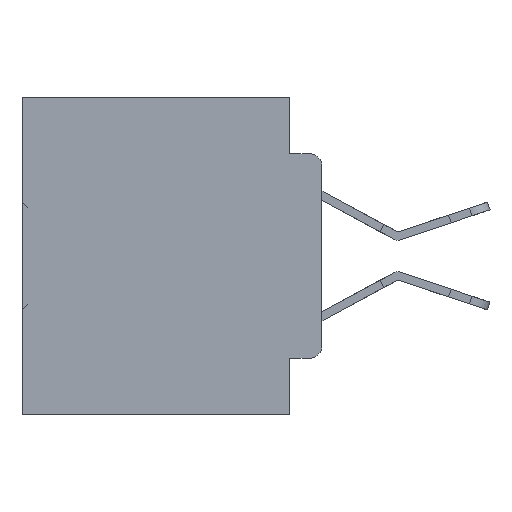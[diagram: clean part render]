
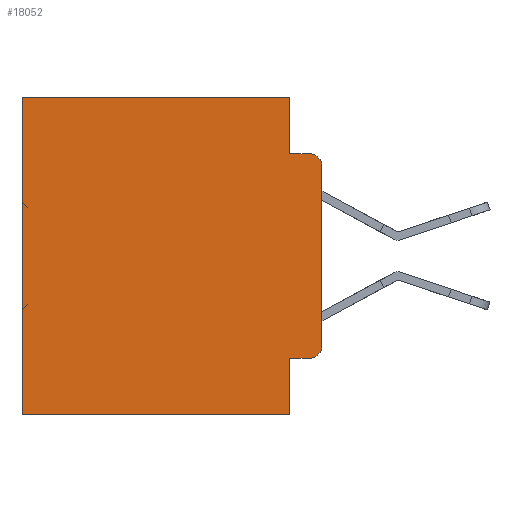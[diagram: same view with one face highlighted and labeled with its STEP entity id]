
A CAD part, left-side view. The second image highlights one B-rep face of the part: STEP entity #18052.
In plain terms, the highlighted planar face has unit normal (-1, 0, 0).
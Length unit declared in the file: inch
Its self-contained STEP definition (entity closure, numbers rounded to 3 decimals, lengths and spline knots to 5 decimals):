
#246 = DIRECTION ( 'NONE',  ( 0., 0., -1. ) ) ;
#285 = CARTESIAN_POINT ( 'NONE',  ( 0.298, 0.051, -0.0885 ) ) ;
#478 = EDGE_CURVE ( 'NONE', #24840, #607, #37788, .T. ) ;
#603 = VECTOR ( 'NONE', #21023, 39.37008 ) ;
#607 = VERTEX_POINT ( 'NONE', #6723 ) ;
#903 = VERTEX_POINT ( 'NONE', #25873 ) ;
#1038 = VERTEX_POINT ( 'NONE', #21202 ) ;
#1227 = VERTEX_POINT ( 'NONE', #2740 ) ;
#2367 = VECTOR ( 'NONE', #6089, 39.37008 ) ;
#2590 = CARTESIAN_POINT ( 'NONE',  ( 0.298, 0.051, 0. ) ) ;
#2740 = CARTESIAN_POINT ( 'NONE',  ( 0.298, 0.051, -0.4115 ) ) ;
#2835 = EDGE_CURVE ( 'NONE', #14431, #19046, #3692, .T. ) ;
#3085 = VERTEX_POINT ( 'NONE', #6294 ) ;
#3692 = LINE ( 'NONE', #29735, #2367 ) ;
#4403 = EDGE_CURVE ( 'NONE', #24840, #3085, #7840, .T. ) ;
#5403 = DIRECTION ( 'NONE',  ( 0., 0., -1. ) ) ;
#5785 = AXIS2_PLACEMENT_3D ( 'NONE', #24206, #8861, #9262 ) ;
#6089 = DIRECTION ( 'NONE',  ( 0., 1., 0. ) ) ;
#6294 = CARTESIAN_POINT ( 'NONE',  ( 0.298, 0., -0.3915 ) ) ;
#6547 = ORIENTED_EDGE ( 'NONE', *, *, #4403, .F. ) ;
#6723 = CARTESIAN_POINT ( 'NONE',  ( 0.298, 0.02, -0.0885 ) ) ;
#7840 = LINE ( 'NONE', #18537, #31515 ) ;
#8306 = EDGE_CURVE ( 'NONE', #28799, #1038, #15114, .T. ) ;
#8861 = DIRECTION ( 'NONE',  ( 1., 0., 0. ) ) ;
#8946 = LINE ( 'NONE', #20715, #22425 ) ;
#9262 = DIRECTION ( 'NONE',  ( 0., 0., -1. ) ) ;
#9334 = CARTESIAN_POINT ( 'NONE',  ( 0.298, 0.02, -0.3915 ) ) ;
#9442 = ORIENTED_EDGE ( 'NONE', *, *, #25752, .F. ) ;
#9644 = VECTOR ( 'NONE', #11700, 39.37008 ) ;
#9994 = ORIENTED_EDGE ( 'NONE', *, *, #8306, .T. ) ;
#11036 = LINE ( 'NONE', #17870, #12880 ) ;
#11573 = CARTESIAN_POINT ( 'NONE',  ( 0.298, 0.473, 0. ) ) ;
#11700 = DIRECTION ( 'NONE',  ( 0., 0., -1. ) ) ;
#11892 = CARTESIAN_POINT ( 'NONE',  ( 0.298, 0.051, 0. ) ) ;
#12081 = DIRECTION ( 'NONE',  ( 0., 0., -1. ) ) ;
#12194 = CARTESIAN_POINT ( 'NONE',  ( 0.298, 0.02, -0.1085 ) ) ;
#12486 = EDGE_CURVE ( 'NONE', #1038, #19046, #30543, .T. ) ;
#12559 = CARTESIAN_POINT ( 'NONE',  ( 0.298, 0.051, -0.5 ) ) ;
#12880 = VECTOR ( 'NONE', #17740, 39.37008 ) ;
#12928 = CARTESIAN_POINT ( 'NONE',  ( 0.298, 0.473, -0.5 ) ) ;
#13019 = VECTOR ( 'NONE', #5403, 39.37008 ) ;
#13084 = CARTESIAN_POINT ( 'NONE',  ( 0.298, 0., 0. ) ) ;
#13463 = ORIENTED_EDGE ( 'NONE', *, *, #37292, .F. ) ;
#13943 = LINE ( 'NONE', #2590, #13019 ) ;
#14431 = VERTEX_POINT ( 'NONE', #12559 ) ;
#15114 = LINE ( 'NONE', #13084, #34619 ) ;
#15281 = DIRECTION ( 'NONE',  ( 0., 0., -1. ) ) ;
#16227 = EDGE_CURVE ( 'NONE', #28799, #28666, #8946, .T. ) ;
#16881 = ORIENTED_EDGE ( 'NONE', *, *, #18722, .T. ) ;
#17073 = ORIENTED_EDGE ( 'NONE', *, *, #12486, .T. ) ;
#17312 = ORIENTED_EDGE ( 'NONE', *, *, #478, .T. ) ;
#17619 = FACE_OUTER_BOUND ( 'NONE', #30742, .T. ) ;
#17740 = DIRECTION ( 'NONE',  ( 0., -1., 0. ) ) ;
#17870 = CARTESIAN_POINT ( 'NONE',  ( 0.298, 0.051, -0.4115 ) ) ;
#18052 = ADVANCED_FACE ( 'NONE', ( #17619 ), #20809, .F. ) ;
#18537 = CARTESIAN_POINT ( 'NONE',  ( 0.298, 0., 0. ) ) ;
#18722 = EDGE_CURVE ( 'NONE', #903, #3085, #33382, .T. ) ;
#19046 = VERTEX_POINT ( 'NONE', #12928 ) ;
#20189 = CARTESIAN_POINT ( 'NONE',  ( 0.298, 0.051, -0.0885 ) ) ;
#20715 = CARTESIAN_POINT ( 'NONE',  ( 0.298, 0.051, 0. ) ) ;
#20809 = PLANE ( 'NONE',  #5785 ) ;
#21023 = DIRECTION ( 'NONE',  ( 0., -1., 0. ) ) ;
#21202 = CARTESIAN_POINT ( 'NONE',  ( 0.298, 0.473, 0. ) ) ;
#21959 = LINE ( 'NONE', #285, #603 ) ;
#22425 = VECTOR ( 'NONE', #246, 39.37008 ) ;
#23622 = ORIENTED_EDGE ( 'NONE', *, *, #16227, .F. ) ;
#24206 = CARTESIAN_POINT ( 'NONE',  ( 0.298, 0., 0. ) ) ;
#24561 = CARTESIAN_POINT ( 'NONE',  ( 0.298, 0., -0.1085 ) ) ;
#24840 = VERTEX_POINT ( 'NONE', #24561 ) ;
#24931 = ORIENTED_EDGE ( 'NONE', *, *, #37807, .T. ) ;
#25752 = EDGE_CURVE ( 'NONE', #1227, #14431, #13943, .T. ) ;
#25873 = CARTESIAN_POINT ( 'NONE',  ( 0.298, 0.02, -0.4115 ) ) ;
#28666 = VERTEX_POINT ( 'NONE', #20189 ) ;
#28799 = VERTEX_POINT ( 'NONE', #11892 ) ;
#29735 = CARTESIAN_POINT ( 'NONE',  ( 0.298, 0., -0.5 ) ) ;
#30133 = DIRECTION ( 'NONE',  ( -1., 0., 0. ) ) ;
#30543 = LINE ( 'NONE', #11573, #9644 ) ;
#30569 = ORIENTED_EDGE ( 'NONE', *, *, #2835, .F. ) ;
#30742 = EDGE_LOOP ( 'NONE', ( #6547, #17312, #13463, #23622, #9994, #17073, #30569, #9442, #24931, #16881 ) ) ;
#31515 = VECTOR ( 'NONE', #31577, 39.37008 ) ;
#31577 = DIRECTION ( 'NONE',  ( 0., 0., -1. ) ) ;
#32045 = AXIS2_PLACEMENT_3D ( 'NONE', #12194, #33064, #15281 ) ;
#33064 = DIRECTION ( 'NONE',  ( -1., 0., 0. ) ) ;
#33108 = AXIS2_PLACEMENT_3D ( 'NONE', #9334, #30133, #12081 ) ;
#33382 = CIRCLE ( 'NONE', #33108, 0.02 ) ;
#33827 = DIRECTION ( 'NONE',  ( 0., 1., 0. ) ) ;
#34619 = VECTOR ( 'NONE', #33827, 39.37008 ) ;
#37292 = EDGE_CURVE ( 'NONE', #28666, #607, #21959, .T. ) ;
#37788 = CIRCLE ( 'NONE', #32045, 0.02 ) ;
#37807 = EDGE_CURVE ( 'NONE', #1227, #903, #11036, .T. ) ;
